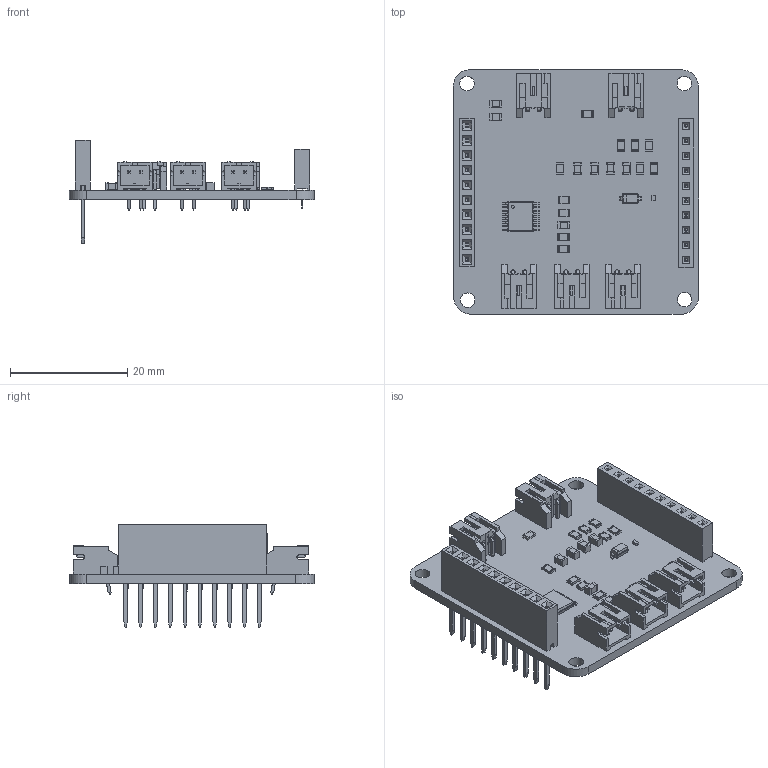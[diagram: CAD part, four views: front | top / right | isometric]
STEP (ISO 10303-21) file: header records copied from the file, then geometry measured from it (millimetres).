
FILE_DESCRIPTION(/* description */ (''),/* implementation_level */ '2;1');
FILE_NAME(/* name */ 'EPS v1.7 v1.step',/* time_stamp */ '2022-06-29T16:28:46+05:45',/* author */ (''),/* organization */ (''),/* preprocessor_version */ 'ST-DEVELOPER v19',/* originating_system */ 'Autodesk Translation Framework v11.7.0.108',/* authorisation */ '');
FILE_SCHEMA (('AUTOMOTIVE_DESIGN { 1 0 10303 214 3 1 1 }'));
Length unit declared in the file: millimetre
Products named in the file (18): EPS v1.7; PIn-Header-1x10; COMPOUND (1); PinSocket_1x10_P2.54mm_Vertical; SOLID (5); C_0805_2012Metric; SOLID; D_SOD-123; SOLID (2); R_0805_2012Metric; SOLID (1); TSSOP-16_4.4x5mm_P0.65mm; SOLID (3); TPD1E10B06DPYT; COMPOUND; JST_PH_S2B-PH-K_1x02_P2.00mm_Horizontal; SOLID (4); COMPOUND (2)
Assembly tree (37 placements, depth 3):
  EPS v1.7
    PIn-Header-1x10
      COMPOUND (1)
    PinSocket_1x10_P2.54mm_Vertical
      SOLID (5)
    C_0805_2012Metric  x7
      SOLID
    D_SOD-123
      SOLID (2)
    R_0805_2012Metric  x11
      SOLID (1)
    TSSOP-16_4.4x5mm_P0.65mm
      SOLID (3)
    TPD1E10B06DPYT
      COMPOUND
    JST_PH_S2B-PH-K_1x02_P2.00mm_Horizontal  x5
      SOLID (4)
    COMPOUND (2)
Bounding box: 41.91 x 41.78 x 17.64 mm (x, y, z)
Volume: 4262 mm3; surface area: 7960.8 mm2
Topology: 41 solids, 41 shells, 2101 faces, 5617 edges, 3646 vertices
Faces by surface type: plane 1778, cylinder 323
Full cylindrical faces by diameter (mm): 0.5 x1, 0.75 x10, 1 x20, 2.5 x4
Entity records: 39310 total; most frequent: CARTESIAN_POINT 6647, ORIENTED_EDGE 6514, DIRECTION 6127, EDGE_CURVE 3257, LINE 2963, VECTOR 2963, VERTEX_POINT 2102, AXIS2_PLACEMENT_3D 1582
